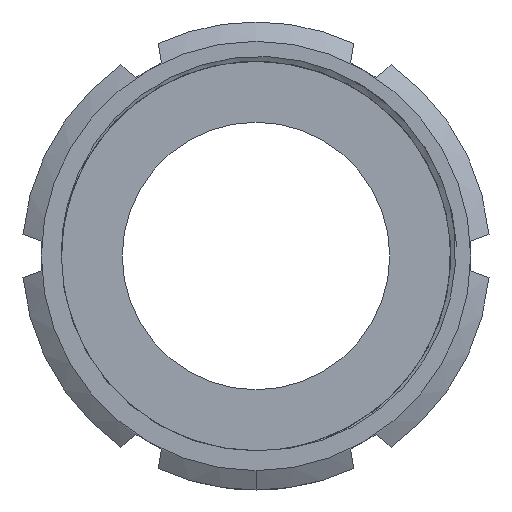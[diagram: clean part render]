
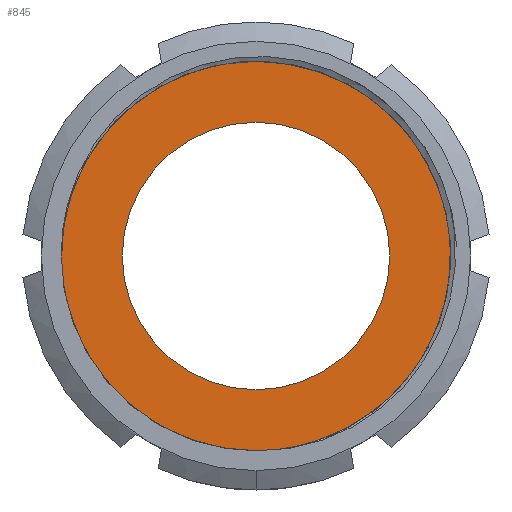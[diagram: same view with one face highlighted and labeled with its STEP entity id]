
A CAD part, left-side view. The second image highlights one B-rep face of the part: STEP entity #845.
In plain terms, the highlighted planar face has unit normal (-1, 0, 0).
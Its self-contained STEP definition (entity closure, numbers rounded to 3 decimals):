
#280 = CARTESIAN_POINT ( 'NONE',  ( 7.5, 0., 18. ) ) ;
#330 = VERTEX_POINT ( 'NONE', #280 ) ;
#368 = EDGE_LOOP ( 'NONE', ( #3019, #1829 ) ) ;
#760 = ORIENTED_EDGE ( 'NONE', *, *, #4019, .T. ) ;
#781 = AXIS2_PLACEMENT_3D ( 'NONE', #4454, #2882, #3917 ) ;
#845 = ADVANCED_FACE ( 'NONE', ( #2699, #4741 ), #2211, .F. ) ;
#1181 = EDGE_LOOP ( 'NONE', ( #760, #4872 ) ) ;
#1279 = DIRECTION ( 'NONE',  ( -1., 0., 0. ) ) ;
#1432 = CARTESIAN_POINT ( 'NONE',  ( 7.5, 0., 28.012 ) ) ;
#1648 = CIRCLE ( 'NONE', #4743, 28.012 ) ;
#1752 = CIRCLE ( 'NONE', #2592, 18. ) ;
#1829 = ORIENTED_EDGE ( 'NONE', *, *, #4499, .F. ) ;
#1840 = DIRECTION ( 'NONE',  ( 0., 0., -1. ) ) ;
#1866 = DIRECTION ( 'NONE',  ( 0., 0., 1. ) ) ;
#1937 = VERTEX_POINT ( 'NONE', #3245 ) ;
#2211 = PLANE ( 'NONE',  #2641 ) ;
#2417 = DIRECTION ( 'NONE',  ( 0., 0., 1. ) ) ;
#2592 = AXIS2_PLACEMENT_3D ( 'NONE', #3377, #1279, #2417 ) ;
#2641 = AXIS2_PLACEMENT_3D ( 'NONE', #5813, #4909, #1840 ) ;
#2680 = DIRECTION ( 'NONE',  ( 0., 0., 1. ) ) ;
#2682 = VERTEX_POINT ( 'NONE', #1432 ) ;
#2699 = FACE_BOUND ( 'NONE', #368, .T. ) ;
#2715 = DIRECTION ( 'NONE',  ( -1., 0., 0. ) ) ;
#2882 = DIRECTION ( 'NONE',  ( -1., 0., 0. ) ) ;
#3019 = ORIENTED_EDGE ( 'NONE', *, *, #4402, .F. ) ;
#3214 = CARTESIAN_POINT ( 'NONE',  ( 7.5, 0., 0. ) ) ;
#3245 = CARTESIAN_POINT ( 'NONE',  ( 7.5, 0., -18. ) ) ;
#3377 = CARTESIAN_POINT ( 'NONE',  ( 7.5, 0., 0. ) ) ;
#3421 = CARTESIAN_POINT ( 'NONE',  ( 7.5, 0., 0. ) ) ;
#3659 = CIRCLE ( 'NONE', #781, 18. ) ;
#3870 = AXIS2_PLACEMENT_3D ( 'NONE', #3214, #2715, #2680 ) ;
#3917 = DIRECTION ( 'NONE',  ( 0., 0., 1. ) ) ;
#3996 = DIRECTION ( 'NONE',  ( -1., 0., 0. ) ) ;
#4019 = EDGE_CURVE ( 'NONE', #2682, #5549, #1648, .T. ) ;
#4402 = EDGE_CURVE ( 'NONE', #330, #1937, #1752, .T. ) ;
#4454 = CARTESIAN_POINT ( 'NONE',  ( 7.5, 0., 0. ) ) ;
#4499 = EDGE_CURVE ( 'NONE', #1937, #330, #3659, .T. ) ;
#4741 = FACE_OUTER_BOUND ( 'NONE', #1181, .T. ) ;
#4743 = AXIS2_PLACEMENT_3D ( 'NONE', #3421, #3996, #1866 ) ;
#4836 = CIRCLE ( 'NONE', #3870, 28.012 ) ;
#4872 = ORIENTED_EDGE ( 'NONE', *, *, #5736, .T. ) ;
#4909 = DIRECTION ( 'NONE',  ( 1., 0., 0. ) ) ;
#5549 = VERTEX_POINT ( 'NONE', #5762 ) ;
#5736 = EDGE_CURVE ( 'NONE', #5549, #2682, #4836, .T. ) ;
#5762 = CARTESIAN_POINT ( 'NONE',  ( 7.5, 0., -28.012 ) ) ;
#5813 = CARTESIAN_POINT ( 'NONE',  ( 7.5, 18., 0. ) ) ;
